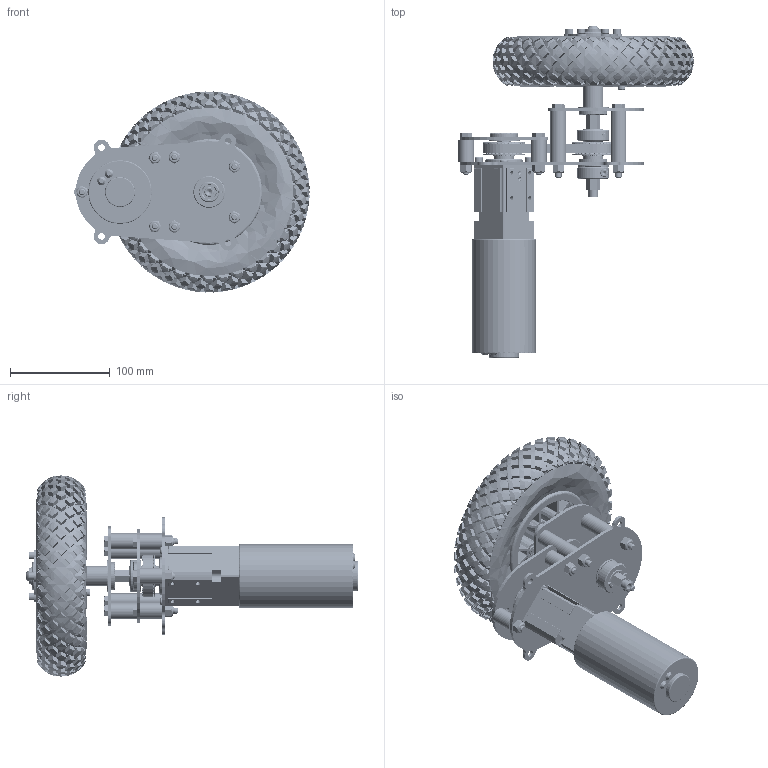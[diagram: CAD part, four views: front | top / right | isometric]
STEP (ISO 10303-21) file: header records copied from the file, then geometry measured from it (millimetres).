
FILE_DESCRIPTION (( 'STEP AP214' ), '1' );
FILE_NAME ('am-4674 Upper Hub Agitator .STEP', '2022-01-07T21:41:19', ( '' ), ( '' ), 'SwSTEP 2.0', 'SolidWorks 2021', '' );
FILE_SCHEMA (( 'AUTOMOTIVE_DESIGN' ));
Length unit declared in the file: inch
Products named in the file (46): socket_hex_10_32_.5_nylon; Hub; hex_.25_20_2.75_partial_91247A553; GE-22443; Tire; Pneumatic Hub; Output Block; ip-4674 Agitator Shaft From Toughbox Long Hex Output Shaft; GE-22442_PremountingTabs; GE-22445_GE-22445-1000; GE-22439; spacer_.252_.625_.875_94639A765; Valve; 500Hex Collar Clamp Body; GE-22436_am-4124 500 Hex Hub; socket_hex_10_32_2_partial; 10-32x0500_shcs_HX-SHCS 0.19-32x1.375x1-C; spacer_.255_.625_2; FR8ZZ Bearing; 14-20 x 0.500 BHCS_92949A837; GE-22440; am-3770 - Cim Sport Motor Block; GE-22437; am-XXXX - 57 Sport 500 Hex Shaft; am-0255 2.5inch CIM Motor; GE-22444; am-3403 24 tooth HTD pulley half 500hex; am-4674 Upper Hub Agitator ; GE-22441_GE-22441-012; GE-22447; Thrust washer - 775 Sport; GE-22445_GE-22445-125; hex_.25_20_1.5_partial; am-XXXX - 57 Sport 2 Stage Ring Gear Housing; am-1238a 500Hex Collar Clamp Body; retaining Ring 0500 - Mcm 98410A122_98410A122; 0.25 Flat Washer_Preferred Wide FW 0.25; nylock_10_32_90631A411; GE-22438; nylock_.25_20 ...
Assembly tree (86 placements, depth 5):
  am-4674 Upper Hub Agitator 
    GE-22442_PremountingTabs
    GE-22443
    GE-22444
    GE-22441_GE-22441-012
      am-XXXX - 57 Sport 500 Hex Output Plug
        am-XXXX - 57 Sport 500 Hex Shaft
        Output Block
        FR8ZZ Bearing  x2
        retaining Ring 0500 - Mcm 98410A122_98410A122
      am-XXXX - 57 Sport 2 Stage Ring Gear Housing
      10-32x2250_shcs_HX-SHCS 0.19-32x1.375x1-C  x2
      Thrust washer - 775 Sport
      am-3770 - Cim Sport Motor Block
      am-0255 2.5inch CIM Motor
    GE-22440  x2
      am-3403 24 tooth HTD pulley half 500hex
    GE-22437  x3
    GE-22445_GE-22445-125  x2
    GE-22439
    hex_.25_20_1.5_partial  x3
    nylock_.25_20  x7
    hex_.25_20_2.75_partial_91247A553  x4
    spacer_.252_.625_.875_94639A765  x3
    socket_hex_10_32_.5_nylon  x2
    spacer_.255_.625_2  x4
    GE-22445_GE-22445-1000  x2
    GE-22438
      am-1238a 500Hex Collar Clamp Body
      10-32x0500_shcs_HX-SHCS 0.19-32x1.375x1-C
    GE-22447
      GE-22446
        Tire
        Valve
        Pneumatic Hub
          #4x1.00, Plastic Thread Rolling Screw, Pan Head, Cross Recessed, Zinc Plated (Plastic Applications)_Fastenal__5E0B_15FCAA  x6
          Hub  x2
      GE-22436_am-4124 500 Hex Hub
      socket_hex_10_32_2_partial  x6
      nylock_10_32_90631A411  x6
    ip-4674 Agitator Shaft From Toughbox Long Hex Output Shaft
    am-1526 500Hex Collar Clamp
      500Hex Collar Clamp Body
      10-32x0500_shcs_HX-SHCS 0.19-32x1.375x1-C
    0.25 Flat Washer_Preferred Wide FW 0.25
    14-20 x 0.500 BHCS_92949A837
Bounding box: 236.54 x 333.16 x 202.07 mm (x, y, z)
Volume: 1211720.5 mm3; surface area: 494014.5 mm2
Topology: 96 solids, 96 shells, 10408 faces, 27281 edges, 17053 vertices
Faces by surface type: bspline 4023, plane 3202, cylinder 2499, cone 643, torus 40, sphere 1
Full cylindrical faces by diameter (mm): 1.194 x2, 1.587 x1, 2.438 x6, 3.226 x6, 3.302 x6, 4.039 x19, 4.091 x6, 4.826 x24, 5.08 x12, 5.105 x19, 5.232 x7, 5.563 x6, 5.766 x2, 5.816 x6, 6.35 x22, 6.375 x1, 6.401 x3, 6.477 x4, 6.756 x18, 6.843 x7, 7.62 x2, 7.925 x9, 7.937 x2, 7.938 x2, 8 x1, 8.382 x2, 8.636 x2, 9.525 x1, 11.1 x1, 11.176 x1
Entity records: 298885 total; most frequent: CARTESIAN_POINT 131110, ORIENTED_EDGE 30016, DIRECTION 17824, EDGE_CURVE 15008, VERTEX_POINT 9863, B_SPLINE_CURVE_WITH_KNOTS 6641, AXIS2_PLACEMENT_3D 6232, EDGE_LOOP 6115
